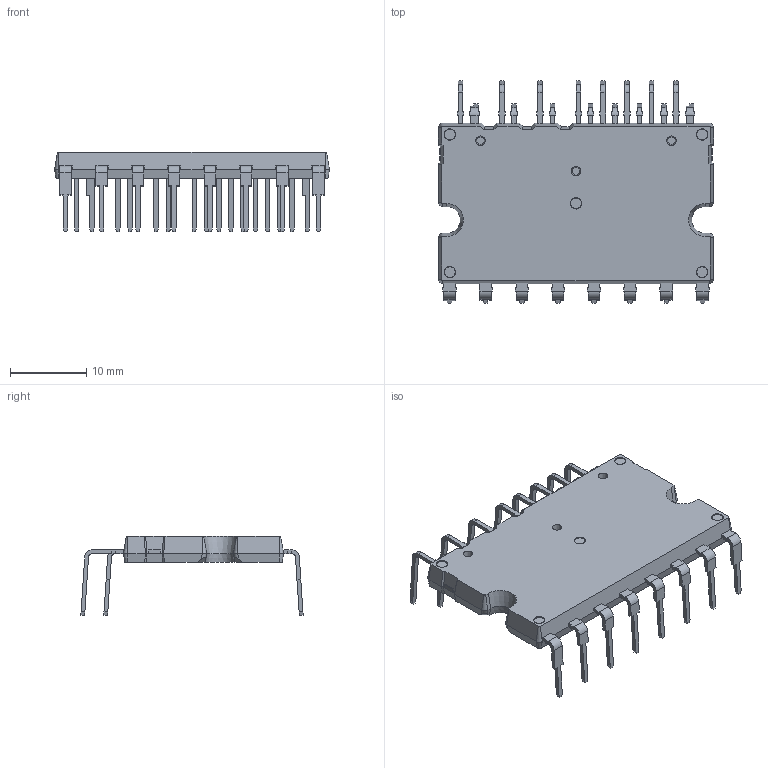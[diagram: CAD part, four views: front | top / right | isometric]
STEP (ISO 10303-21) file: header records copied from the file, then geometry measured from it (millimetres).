
FILE_DESCRIPTION(/* description */ (''),/* implementation_level */ '2;1');
FILE_NAME(/* name */ 'PG-MDIP-24-81_Z8B00231442_V06_3D.stp',/* time_stamp */ '2025-07-10T19:59:01+05:30',/* author */ ('sivamani'),/* organization */ (''),/* preprocessor_version */ 'ST-DEVELOPER v19.2',/* originating_system */ 'AutoCAD Mechanical',/* authorisation */ '');
FILE_SCHEMA (('AUTOMOTIVE_DESIGN { 1 0 10303 214 3 1 1 }'));
Length unit declared in the file: millimetre
Products named in the file (1): Product
Bounding box: 36 x 29.1 x 10.35 mm (x, y, z)
Volume: 2521.2 mm3; surface area: 4003.8 mm2
Topology: 40 solids, 40 shells, 757 faces, 1982 edges, 1318 vertices
Faces by surface type: plane 644, cylinder 66, cone 19, bspline 18, torus 10
Full cylindrical faces by diameter (mm): 0.46 x1, 0.947 x1, 1.2 x2, 1.5 x8
Entity records: 23238 total; most frequent: CARTESIAN_POINT 4428, ORIENTED_EDGE 3964, DIRECTION 3648, EDGE_CURVE 1982, LINE 1724, VECTOR 1724, VERTEX_POINT 1318, AXIS2_PLACEMENT_3D 962
